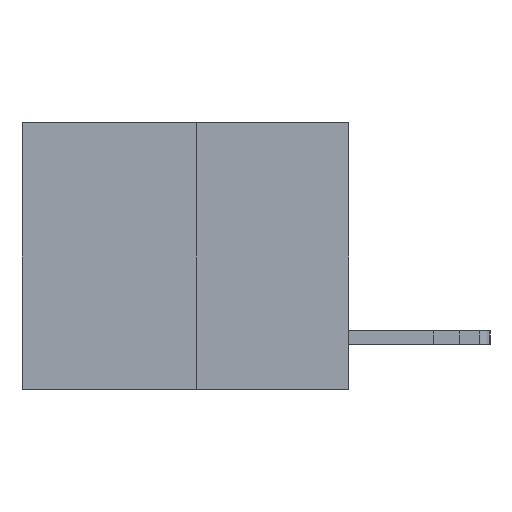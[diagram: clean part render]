
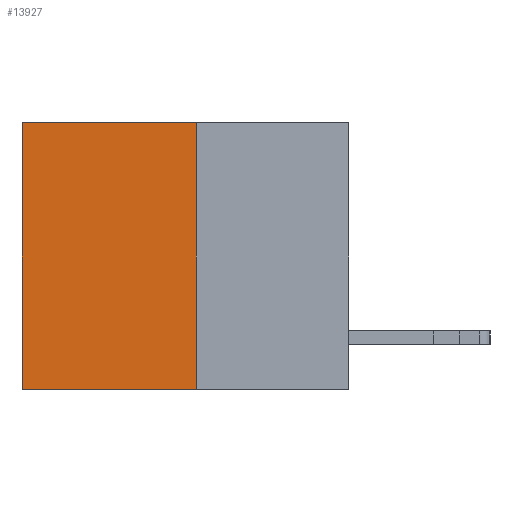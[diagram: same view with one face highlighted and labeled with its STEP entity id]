
A CAD part, left-side view. The second image highlights one B-rep face of the part: STEP entity #13927.
In plain terms, the highlighted planar face has unit normal (-1, 0, 0).
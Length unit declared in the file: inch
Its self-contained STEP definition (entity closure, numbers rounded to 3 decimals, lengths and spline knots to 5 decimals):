
#60 = VECTOR ( 'NONE', #1660, 39.37008 ) ;
#506 = EDGE_CURVE ( 'NONE', #8778, #4729, #1219, .T. ) ;
#595 = ORIENTED_EDGE ( 'NONE', *, *, #506, .T. ) ;
#1219 = LINE ( 'NONE', #8842, #1664 ) ;
#1458 = AXIS2_PLACEMENT_3D ( 'NONE', #16009, #2650, #12085 ) ;
#1660 = DIRECTION ( 'NONE',  ( 0., 0., -1. ) ) ;
#1664 = VECTOR ( 'NONE', #14629, 39.37008 ) ;
#2424 = VECTOR ( 'NONE', #11185, 39.37008 ) ;
#2650 = DIRECTION ( 'NONE',  ( 1., 0., 0. ) ) ;
#2731 = EDGE_CURVE ( 'NONE', #8778, #13219, #14397, .T. ) ;
#3824 = VECTOR ( 'NONE', #11014, 39.37008 ) ;
#4206 = CARTESIAN_POINT ( 'NONE',  ( 0.3165, 0.6, -0.49 ) ) ;
#4729 = VERTEX_POINT ( 'NONE', #9239 ) ;
#5679 = EDGE_CURVE ( 'NONE', #4729, #15085, #14129, .T. ) ;
#6644 = PLANE ( 'NONE',  #1458 ) ;
#6661 = EDGE_CURVE ( 'NONE', #13219, #15085, #17266, .T. ) ;
#7544 = FACE_OUTER_BOUND ( 'NONE', #9880, .T. ) ;
#8146 = CARTESIAN_POINT ( 'NONE',  ( 0.3165, 0.6, -0.49 ) ) ;
#8219 = CARTESIAN_POINT ( 'NONE',  ( 0.3165, 0.28, -0.49 ) ) ;
#8778 = VERTEX_POINT ( 'NONE', #13733 ) ;
#8842 = CARTESIAN_POINT ( 'NONE',  ( 0.3165, 0.28, 0. ) ) ;
#9239 = CARTESIAN_POINT ( 'NONE',  ( 0.3165, 0.6, 0. ) ) ;
#9880 = EDGE_LOOP ( 'NONE', ( #10385, #14893, #13183, #595 ) ) ;
#10385 = ORIENTED_EDGE ( 'NONE', *, *, #5679, .T. ) ;
#10695 = CARTESIAN_POINT ( 'NONE',  ( 0.3165, 0.28, -0.49 ) ) ;
#11014 = DIRECTION ( 'NONE',  ( 0., 1., 0. ) ) ;
#11131 = CARTESIAN_POINT ( 'NONE',  ( 0.3165, 0.28, -0.49 ) ) ;
#11185 = DIRECTION ( 'NONE',  ( 0., 0., -1. ) ) ;
#12085 = DIRECTION ( 'NONE',  ( 0., 0., -1. ) ) ;
#13183 = ORIENTED_EDGE ( 'NONE', *, *, #2731, .F. ) ;
#13219 = VERTEX_POINT ( 'NONE', #10695 ) ;
#13733 = CARTESIAN_POINT ( 'NONE',  ( 0.3165, 0.28, 0. ) ) ;
#13927 = ADVANCED_FACE ( 'NONE', ( #7544 ), #6644, .F. ) ;
#14129 = LINE ( 'NONE', #8146, #60 ) ;
#14397 = LINE ( 'NONE', #11131, #2424 ) ;
#14629 = DIRECTION ( 'NONE',  ( 0., 1., 0. ) ) ;
#14893 = ORIENTED_EDGE ( 'NONE', *, *, #6661, .F. ) ;
#15085 = VERTEX_POINT ( 'NONE', #4206 ) ;
#16009 = CARTESIAN_POINT ( 'NONE',  ( 0.3165, 0.28, -0.49 ) ) ;
#17266 = LINE ( 'NONE', #8219, #3824 ) ;
